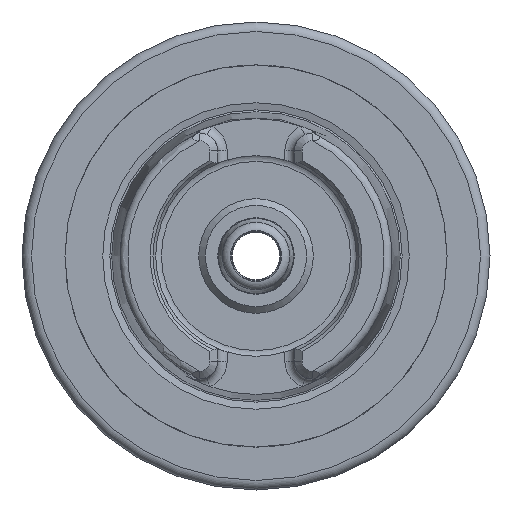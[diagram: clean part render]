
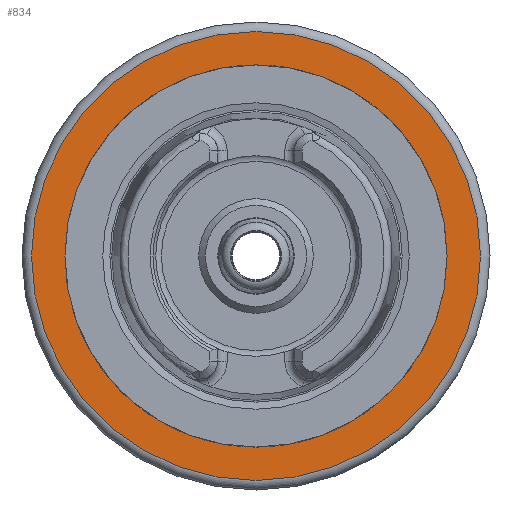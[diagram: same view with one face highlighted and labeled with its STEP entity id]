
A CAD part, left-side view. The second image highlights one B-rep face of the part: STEP entity #834.
In plain terms, the highlighted planar face has unit normal (-1, 0, 0).
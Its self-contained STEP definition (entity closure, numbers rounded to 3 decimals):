
#765=CARTESIAN_POINT('',(35.,17.0,0.0));
#766=VERTEX_POINT('',#765);
#767=CARTESIAN_POINT('',(35.,0.0,0.0));
#768=DIRECTION('',(1.0,0.0,0.0));
#769=DIRECTION('',(0.0,1.0,0.0));
#770=AXIS2_PLACEMENT_3D('',#767,#768,#769);
#771=CIRCLE('',#770,17.0);
#772=EDGE_CURVE('',#766,#766,#771,.T.);
#815=CARTESIAN_POINT('',(35.,20.25,0.0));
#816=DIRECTION('',(-1.0,0.0,0.0));
#817=DIRECTION('',(0.0,0.0,1.0));
#818=AXIS2_PLACEMENT_3D('',#815,#816,#817);
#819=PLANE('',#818);
#820=CARTESIAN_POINT('',(35.,23.5,0.0));
#821=VERTEX_POINT('',#820);
#822=CARTESIAN_POINT('',(35.,0.0,0.0));
#823=DIRECTION('',(1.0,0.0,0.0));
#824=DIRECTION('',(0.0,1.0,0.0));
#825=AXIS2_PLACEMENT_3D('',#822,#823,#824);
#826=CIRCLE('',#825,23.5);
#827=EDGE_CURVE('',#821,#821,#826,.T.);
#828=ORIENTED_EDGE('',*,*,#827,.F.);
#829=EDGE_LOOP('',(#828));
#830=FACE_OUTER_BOUND('',#829,.T.);
#831=ORIENTED_EDGE('',*,*,#772,.T.);
#832=EDGE_LOOP('',(#831));
#833=FACE_BOUND('',#832,.T.);
#834=ADVANCED_FACE('',(#830,#833),#819,.T.);
